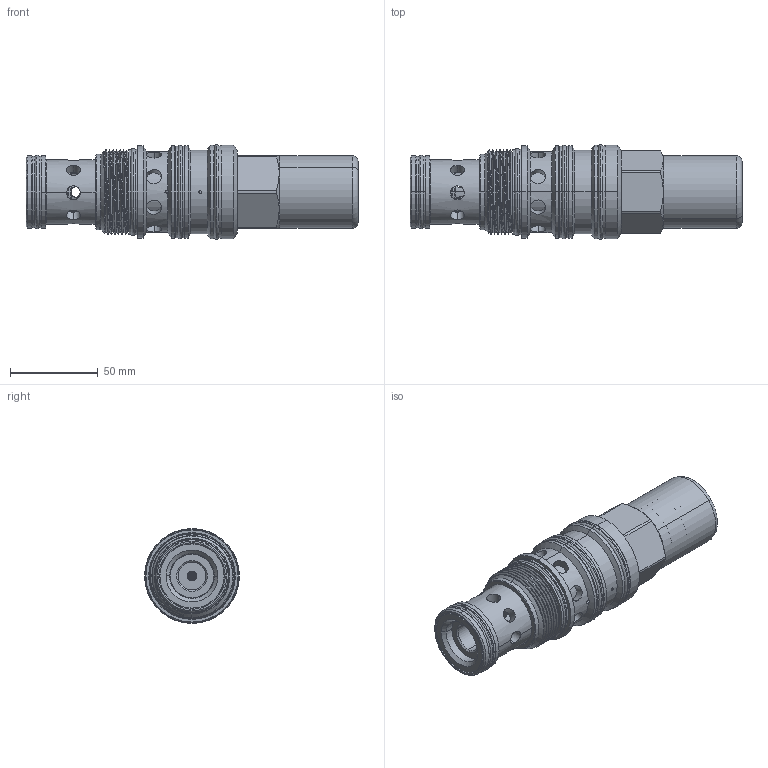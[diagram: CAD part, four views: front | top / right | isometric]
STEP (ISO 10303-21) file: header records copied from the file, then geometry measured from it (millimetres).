
FILE_DESCRIPTION (( 'STEP AP203' ), '1' );
FILE_NAME ('PV24A40(43)(45)-C.STEP', '2020-03-23T05:54:27', ( '' ), ( '' ), 'SwSTEP 2.0', 'SolidWorks 2018', '' );
FILE_SCHEMA (( 'CONFIG_CONTROL_DESIGN' ));
Length unit declared in the file: millimetre
Products named in the file (1): PV24A40(43)(45)-C
Bounding box: 188.69 x 53.84 x 53.84 mm (x, y, z)
Volume: 211537.2 mm3; surface area: 90805.2 mm2
Topology: 18 solids, 18 shells, 1093 faces, 2867 edges, 1817 vertices
Faces by surface type: cylinder 768, plane 140, cone 94, torus 78, bspline 9, sphere 4
Entity records: 69784 total; most frequent: CARTESIAN_POINT 43583, ORIENTED_EDGE 5726, DIRECTION 4694, EDGE_CURVE 2863, AXIS2_PLACEMENT_3D 1889, VERTEX_POINT 1817, EDGE_LOOP 1608, FACE_OUTER_BOUND 1093
